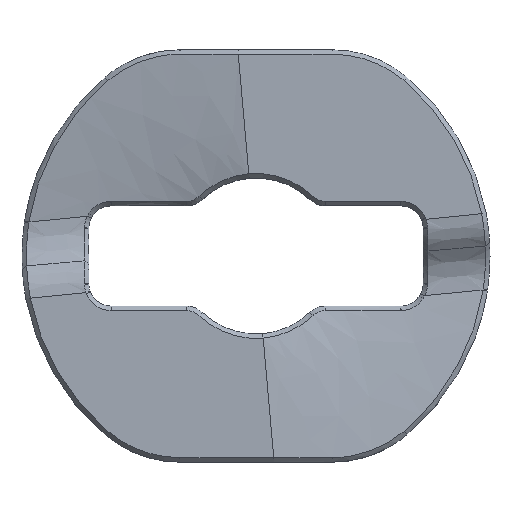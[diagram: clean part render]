
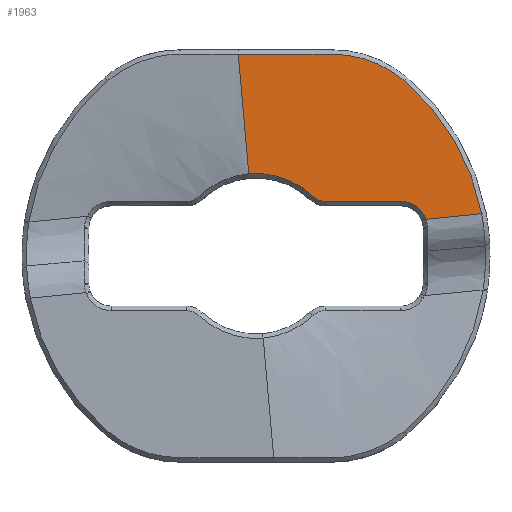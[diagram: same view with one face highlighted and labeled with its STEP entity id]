
A CAD part, top view. The second image highlights one B-rep face of the part: STEP entity #1963.
In plain terms, the highlighted planar face has unit normal (0, 0, 1).
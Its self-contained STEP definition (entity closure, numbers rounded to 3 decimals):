
#46=PLANE('',#2079);
#73=CIRCLE('',#2070,1.2);
#75=CIRCLE('',#2074,0.8);
#78=CIRCLE('',#2078,3.7);
#79=CIRCLE('',#2080,10.3);
#80=CIRCLE('',#2081,5.);
#188=FACE_OUTER_BOUND('',#311,.T.);
#311=EDGE_LOOP('',(#1449,#1450,#1451,#1452,#1453,#1454,#1455,#1456,#1457,
#1458));
#457=B_SPLINE_CURVE_WITH_KNOTS('',3,(#3554,#3555,#3556,#3557),
 .UNSPECIFIED.,.F.,.F.,(4,4),(-0.005,0.),
 .UNSPECIFIED.);
#466=B_SPLINE_CURVE_WITH_KNOTS('',3,(#3657,#3658,#3659,#3660,#3661,#3662),
 .UNSPECIFIED.,.F.,.F.,(4,2,4),(-0.558,-0.35,-0.02),
 .UNSPECIFIED.);
#472=B_SPLINE_CURVE_WITH_KNOTS('',3,(#3689,#3690,#3691,#3692),
 .UNSPECIFIED.,.F.,.F.,(4,4),(-0.306,-0.056),
 .UNSPECIFIED.);
#532=LINE('',#3089,#666);
#550=LINE('',#3697,#684);
#666=VECTOR('',#2237,10.);
#684=VECTOR('',#2273,10.);
#816=VERTEX_POINT('',#3058);
#821=VERTEX_POINT('',#3080);
#822=VERTEX_POINT('',#3082);
#824=VERTEX_POINT('',#3088);
#826=VERTEX_POINT('',#3094);
#852=VERTEX_POINT('',#3496);
#862=VERTEX_POINT('',#3656);
#867=VERTEX_POINT('',#3688);
#868=VERTEX_POINT('',#3693);
#869=VERTEX_POINT('',#3695);
#1019=EDGE_CURVE('',#821,#822,#73,.T.);
#1022=EDGE_CURVE('',#822,#824,#532,.T.);
#1025=EDGE_CURVE('',#824,#826,#75,.T.);
#1029=EDGE_CURVE('',#826,#816,#78,.T.);
#1075=EDGE_CURVE('',#852,#821,#457,.T.);
#1084=EDGE_CURVE('',#862,#816,#466,.T.);
#1090=EDGE_CURVE('',#867,#852,#472,.T.);
#1091=EDGE_CURVE('',#868,#867,#79,.T.);
#1092=EDGE_CURVE('',#869,#868,#80,.T.);
#1093=EDGE_CURVE('',#862,#869,#550,.T.);
#1449=ORIENTED_EDGE('',*,*,#1029,.F.);
#1450=ORIENTED_EDGE('',*,*,#1025,.F.);
#1451=ORIENTED_EDGE('',*,*,#1022,.F.);
#1452=ORIENTED_EDGE('',*,*,#1019,.F.);
#1453=ORIENTED_EDGE('',*,*,#1075,.F.);
#1454=ORIENTED_EDGE('',*,*,#1090,.F.);
#1455=ORIENTED_EDGE('',*,*,#1091,.F.);
#1456=ORIENTED_EDGE('',*,*,#1092,.F.);
#1457=ORIENTED_EDGE('',*,*,#1093,.F.);
#1458=ORIENTED_EDGE('',*,*,#1084,.T.);
#1963=ADVANCED_FACE('',(#188),#46,.T.);
#2070=AXIS2_PLACEMENT_3D('',#3083,#2230,#2231);
#2074=AXIS2_PLACEMENT_3D('',#3095,#2242,#2243);
#2078=AXIS2_PLACEMENT_3D('',#3101,#2251,#2252);
#2079=AXIS2_PLACEMENT_3D('',#3687,#2267,#2268);
#2080=AXIS2_PLACEMENT_3D('',#3694,#2269,#2270);
#2081=AXIS2_PLACEMENT_3D('',#3696,#2271,#2272);
#2230=DIRECTION('center_axis',(0.,0.,1.));
#2231=DIRECTION('ref_axis',(0.707,0.707,0.));
#2237=DIRECTION('',(-1.,0.,0.));
#2242=DIRECTION('center_axis',(0.,0.,-1.));
#2243=DIRECTION('ref_axis',(-0.373,-0.928,0.));
#2251=DIRECTION('center_axis',(0.,0.,1.));
#2252=DIRECTION('ref_axis',(1.,0.,0.));
#2267=DIRECTION('center_axis',(0.,0.,1.));
#2268=DIRECTION('ref_axis',(1.,0.,0.));
#2269=DIRECTION('center_axis',(0.,0.,-1.));
#2270=DIRECTION('ref_axis',(0.645,-0.764,0.));
#2271=DIRECTION('center_axis',(0.,0.,-1.));
#2272=DIRECTION('ref_axis',(0.645,0.764,0.));
#2273=DIRECTION('',(1.,0.,0.));
#3058=CARTESIAN_POINT('',(-0.324,3.686,2.85));
#3080=CARTESIAN_POINT('',(7.612,1.7,2.85));
#3082=CARTESIAN_POINT('',(6.5,2.45,2.85));
#3083=CARTESIAN_POINT('Origin',(6.5,1.25,2.85));
#3088=CARTESIAN_POINT('',(3.112,2.45,2.85));
#3089=CARTESIAN_POINT('',(1.34,2.45,2.85));
#3094=CARTESIAN_POINT('',(2.559,2.672,2.85));
#3095=CARTESIAN_POINT('Origin',(3.112,3.25,2.85));
#3101=CARTESIAN_POINT('Origin',(0.,0.,2.85));
#3496=CARTESIAN_POINT('',(7.633,1.646,2.85));
#3554=CARTESIAN_POINT('Ctrl Pts',(7.633,1.646,2.85));
#3555=CARTESIAN_POINT('Ctrl Pts',(7.626,1.664,2.85));
#3556=CARTESIAN_POINT('Ctrl Pts',(7.62,1.682,2.85));
#3557=CARTESIAN_POINT('Ctrl Pts',(7.612,1.7,2.85));
#3656=CARTESIAN_POINT('',(-0.796,9.05,2.85));
#3657=CARTESIAN_POINT('Ctrl Pts',(-0.796,9.05,2.85));
#3658=CARTESIAN_POINT('Ctrl Pts',(-0.735,8.358,2.85));
#3659=CARTESIAN_POINT('Ctrl Pts',(-0.674,7.665,2.85));
#3660=CARTESIAN_POINT('Ctrl Pts',(-0.517,5.877,2.85));
#3661=CARTESIAN_POINT('Ctrl Pts',(-0.42,4.782,2.85));
#3662=CARTESIAN_POINT('Ctrl Pts',(-0.324,3.686,2.85));
#3687=CARTESIAN_POINT('Origin',(0.,0.,
2.85));
#3688=CARTESIAN_POINT('',(10.124,1.896,2.85));
#3689=CARTESIAN_POINT('Ctrl Pts',(10.124,1.896,2.85));
#3690=CARTESIAN_POINT('Ctrl Pts',(9.293,1.815,2.85));
#3691=CARTESIAN_POINT('Ctrl Pts',(8.463,1.733,2.85));
#3692=CARTESIAN_POINT('Ctrl Pts',(7.633,1.646,2.85));
#3693=CARTESIAN_POINT('',(6.644,7.871,2.85));
#3694=CARTESIAN_POINT('Origin',(0.,0.,2.85));
#3695=CARTESIAN_POINT('',(3.419,9.05,2.85));
#3696=CARTESIAN_POINT('Origin',(3.419,4.05,2.85));
#3697=CARTESIAN_POINT('',(1.709,9.05,2.85));
